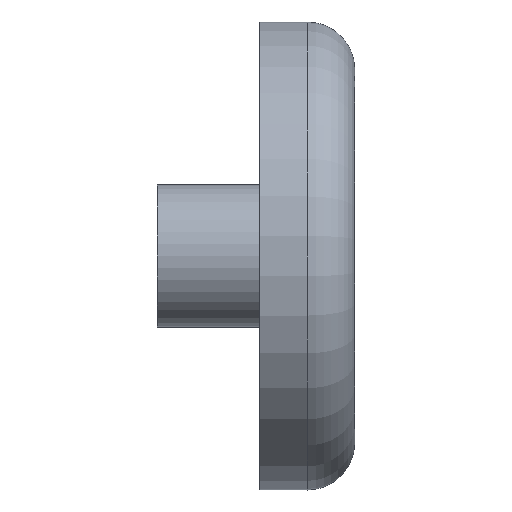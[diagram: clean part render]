
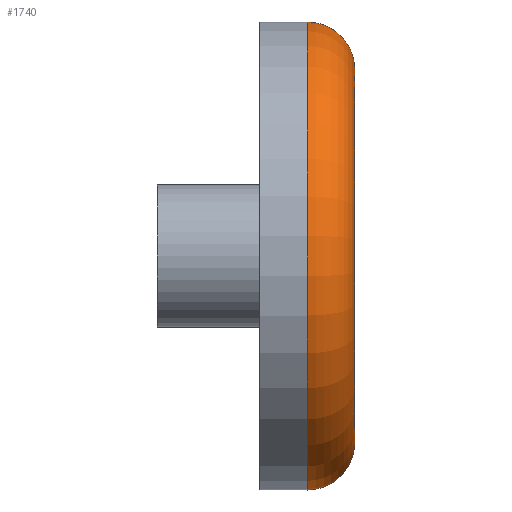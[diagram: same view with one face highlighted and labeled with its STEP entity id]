
A CAD part, front view. The second image highlights one B-rep face of the part: STEP entity #1740.
In plain terms, the highlighted toroidal (fillet/blend) face has major radius 11.841 mm and minor radius 3 mm.
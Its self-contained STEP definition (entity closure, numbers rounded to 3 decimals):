
#284 = PLANE('',#285);
#285 = AXIS2_PLACEMENT_3D('',#286,#287,#288);
#286 = CARTESIAN_POINT('',(19.5,62.,-12.5));
#287 = DIRECTION('',(1.,0.,0.));
#288 = DIRECTION('',(0.,-1.,0.));
#368 = CYLINDRICAL_SURFACE('',#369,14.841);
#369 = AXIS2_PLACEMENT_3D('',#370,#371,#372);
#370 = CARTESIAN_POINT('',(19.5,0.,0.));
#371 = DIRECTION('',(1.,0.,0.));
#372 = DIRECTION('',(0.,-1.,0.));
#760 = VERTEX_POINT('',#761);
#761 = CARTESIAN_POINT('',(19.5,6.47,-9.92));
#776 = TOROIDAL_SURFACE('',#777,21.,3.);
#777 = AXIS2_PLACEMENT_3D('',#778,#779,#780);
#778 = CARTESIAN_POINT('',(16.5,17.183,-27.981));
#779 = DIRECTION('',(-1.,0.,0.));
#780 = DIRECTION('',(0.,0.045,
    0.999));
#788 = EDGE_CURVE('',#760,#789,#791,.T.);
#789 = VERTEX_POINT('',#790);
#790 = CARTESIAN_POINT('',(19.5,6.383,9.973));
#791 = SURFACE_CURVE('',#792,(#797,#808),.PCURVE_S1.);
#792 = CIRCLE('',#793,11.841);
#793 = AXIS2_PLACEMENT_3D('',#794,#795,#796);
#794 = CARTESIAN_POINT('',(19.5,0.,0.));
#795 = DIRECTION('',(-1.,0.,0.));
#796 = DIRECTION('',(0.,0.539,-0.842)
  );
#797 = PCURVE('',#284,#798);
#798 = DEFINITIONAL_REPRESENTATION('',(#799),#807);
#799 = ( BOUNDED_CURVE() B_SPLINE_CURVE(2,(#800,#801,#802,#803,#804,#805
,#806),.UNSPECIFIED.,.F.,.F.) B_SPLINE_CURVE_WITH_KNOTS((1,2,2,2,2,1),(
    -2.094,0.,2.094,4.189,6.283,
8.378),.UNSPECIFIED.) CURVE() GEOMETRIC_REPRESENTATION_ITEM() 
RATIONAL_B_SPLINE_CURVE((1.,0.5,1.,0.5,1.,0.5,1.)) REPRESENTATION_ITEM(
  '') );
#800 = CARTESIAN_POINT('',(55.617,-2.527));
#801 = CARTESIAN_POINT('',(72.891,8.529));
#802 = CARTESIAN_POINT('',(73.828,-11.959));
#803 = CARTESIAN_POINT('',(74.766,-32.446));
#804 = CARTESIAN_POINT('',(56.554,-23.014));
#805 = CARTESIAN_POINT('',(38.343,-13.582));
#806 = CARTESIAN_POINT('',(55.617,-2.527));
#807 = ( GEOMETRIC_REPRESENTATION_CONTEXT(2) 
PARAMETRIC_REPRESENTATION_CONTEXT() REPRESENTATION_CONTEXT('2D SPACE',''
  ) );
#808 = PCURVE('',#809,#814);
#809 = TOROIDAL_SURFACE('',#810,11.841,3.);
#810 = AXIS2_PLACEMENT_3D('',#811,#812,#813);
#811 = CARTESIAN_POINT('',(16.5,0.,0.));
#812 = DIRECTION('',(1.,0.,0.));
#813 = DIRECTION('',(0.,0.539,-0.842)
  );
#814 = DEFINITIONAL_REPRESENTATION('',(#815),#819);
#815 = LINE('',#816,#817);
#816 = CARTESIAN_POINT('',(-0.,1.571));
#817 = VECTOR('',#818,1.);
#818 = DIRECTION('',(-1.,0.));
#819 = ( GEOMETRIC_REPRESENTATION_CONTEXT(2) 
PARAMETRIC_REPRESENTATION_CONTEXT() REPRESENTATION_CONTEXT('2D SPACE',''
  ) );
#838 = TOROIDAL_SURFACE('',#839,21.,3.);
#839 = AXIS2_PLACEMENT_3D('',#840,#841,#842);
#840 = CARTESIAN_POINT('',(16.5,17.183,27.981));
#841 = DIRECTION('',(-1.,0.,0.));
#842 = DIRECTION('',(0.,-0.51,-0.86)
  );
#1273 = VERTEX_POINT('',#1274);
#1274 = CARTESIAN_POINT('',(16.5,8.,-12.5));
#1367 = VERTEX_POINT('',#1368);
#1368 = CARTESIAN_POINT('',(16.5,8.,12.5));
#1389 = EDGE_CURVE('',#1273,#1367,#1390,.T.);
#1390 = SURFACE_CURVE('',#1391,(#1396,#1403),.PCURVE_S1.);
#1391 = CIRCLE('',#1392,14.841);
#1392 = AXIS2_PLACEMENT_3D('',#1393,#1394,#1395);
#1393 = CARTESIAN_POINT('',(16.5,0.,0.));
#1394 = DIRECTION('',(-1.,0.,0.));
#1395 = DIRECTION('',(0.,0.539,-0.842)
  );
#1396 = PCURVE('',#368,#1397);
#1397 = DEFINITIONAL_REPRESENTATION('',(#1398),#1402);
#1398 = LINE('',#1399,#1400);
#1399 = CARTESIAN_POINT('',(8.423,-3.));
#1400 = VECTOR('',#1401,1.);
#1401 = DIRECTION('',(-1.,-0.));
#1402 = ( GEOMETRIC_REPRESENTATION_CONTEXT(2) 
PARAMETRIC_REPRESENTATION_CONTEXT() REPRESENTATION_CONTEXT('2D SPACE',''
  ) );
#1403 = PCURVE('',#809,#1404);
#1404 = DEFINITIONAL_REPRESENTATION('',(#1405),#1409);
#1405 = LINE('',#1406,#1407);
#1406 = CARTESIAN_POINT('',(-0.,0.));
#1407 = VECTOR('',#1408,1.);
#1408 = DIRECTION('',(-1.,0.));
#1409 = ( GEOMETRIC_REPRESENTATION_CONTEXT(2) 
PARAMETRIC_REPRESENTATION_CONTEXT() REPRESENTATION_CONTEXT('2D SPACE',''
  ) );
#1694 = EDGE_CURVE('',#1273,#760,#1695,.T.);
#1695 = SURFACE_CURVE('',#1696,(#1701,#1707),.PCURVE_S1.);
#1696 = CIRCLE('',#1697,3.);
#1697 = AXIS2_PLACEMENT_3D('',#1698,#1699,#1700);
#1698 = CARTESIAN_POINT('',(16.5,6.47,-9.92));
#1699 = DIRECTION('',(0.,-0.86,-0.51
    ));
#1700 = DIRECTION('',(0.,-0.51,0.86
    ));
#1701 = PCURVE('',#776,#1702);
#1702 = DEFINITIONAL_REPRESENTATION('',(#1703),#1706);
#1703 = B_SPLINE_CURVE_WITH_KNOTS('',1,(#1704,#1705),.UNSPECIFIED.,.F.,
  .F.,(2,2),(3.142,4.712),.PIECEWISE_BEZIER_KNOTS.);
#1704 = CARTESIAN_POINT('',(-0.581,3.142));
#1705 = CARTESIAN_POINT('',(-0.581,4.712));
#1706 = ( GEOMETRIC_REPRESENTATION_CONTEXT(2) 
PARAMETRIC_REPRESENTATION_CONTEXT() REPRESENTATION_CONTEXT('2D SPACE',''
  ) );
#1707 = PCURVE('',#809,#1708);
#1708 = DEFINITIONAL_REPRESENTATION('',(#1709),#1712);
#1709 = B_SPLINE_CURVE_WITH_KNOTS('',1,(#1710,#1711),.UNSPECIFIED.,.F.,
  .F.,(2,2),(3.142,4.712),.PIECEWISE_BEZIER_KNOTS.);
#1710 = CARTESIAN_POINT('',(0.,0.));
#1711 = CARTESIAN_POINT('',(0.,1.571));
#1712 = ( GEOMETRIC_REPRESENTATION_CONTEXT(2) 
PARAMETRIC_REPRESENTATION_CONTEXT() REPRESENTATION_CONTEXT('2D SPACE',''
  ) );
#1740 = ADVANCED_FACE('',(#1741),#809,.T.);
#1741 = FACE_BOUND('',#1742,.F.);
#1742 = EDGE_LOOP('',(#1743,#1744,#1745,#1765));
#1743 = ORIENTED_EDGE('',*,*,#1694,.F.);
#1744 = ORIENTED_EDGE('',*,*,#1389,.T.);
#1745 = ORIENTED_EDGE('',*,*,#1746,.T.);
#1746 = EDGE_CURVE('',#1367,#789,#1747,.T.);
#1747 = SURFACE_CURVE('',#1748,(#1753,#1759),.PCURVE_S1.);
#1748 = CIRCLE('',#1749,3.);
#1749 = AXIS2_PLACEMENT_3D('',#1750,#1751,#1752);
#1750 = CARTESIAN_POINT('',(16.5,6.383,9.973));
#1751 = DIRECTION('',(0.,0.842,-0.539)
  );
#1752 = DIRECTION('',(0.,0.539,0.842)
  );
#1753 = PCURVE('',#809,#1754);
#1754 = DEFINITIONAL_REPRESENTATION('',(#1755),#1758);
#1755 = B_SPLINE_CURVE_WITH_KNOTS('',1,(#1756,#1757),.UNSPECIFIED.,.F.,
  .F.,(2,2),(0.,1.571),.PIECEWISE_BEZIER_KNOTS.);
#1756 = CARTESIAN_POINT('',(-4.28,0.));
#1757 = CARTESIAN_POINT('',(-4.28,1.571));
#1758 = ( GEOMETRIC_REPRESENTATION_CONTEXT(2) 
PARAMETRIC_REPRESENTATION_CONTEXT() REPRESENTATION_CONTEXT('2D SPACE',''
  ) );
#1759 = PCURVE('',#838,#1760);
#1760 = DEFINITIONAL_REPRESENTATION('',(#1761),#1764);
#1761 = B_SPLINE_CURVE_WITH_KNOTS('',1,(#1762,#1763),.UNSPECIFIED.,.F.,
  .F.,(2,2),(0.,1.571),.PIECEWISE_BEZIER_KNOTS.);
#1762 = CARTESIAN_POINT('',(0.,3.142));
#1763 = CARTESIAN_POINT('',(0.,4.712));
#1764 = ( GEOMETRIC_REPRESENTATION_CONTEXT(2) 
PARAMETRIC_REPRESENTATION_CONTEXT() REPRESENTATION_CONTEXT('2D SPACE',''
  ) );
#1765 = ORIENTED_EDGE('',*,*,#788,.F.);
